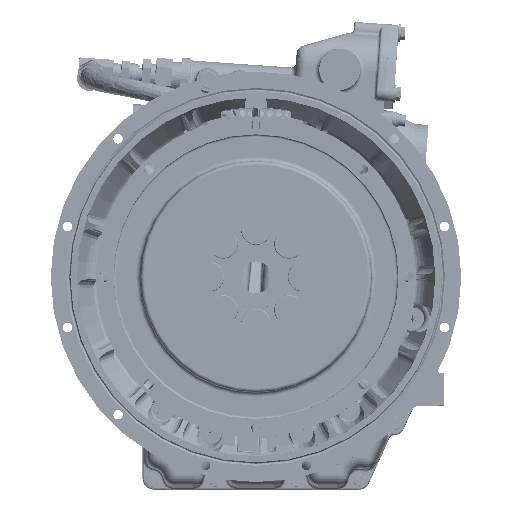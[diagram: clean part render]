
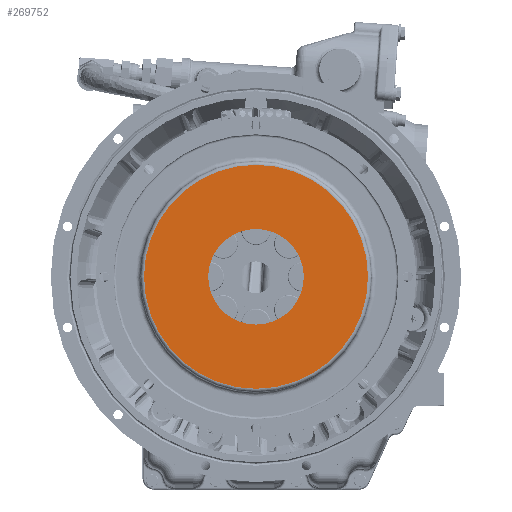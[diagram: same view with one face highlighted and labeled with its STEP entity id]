
A CAD part, top view. The second image highlights one B-rep face of the part: STEP entity #269752.
In plain terms, the highlighted planar face has unit normal (0, 0, 1).
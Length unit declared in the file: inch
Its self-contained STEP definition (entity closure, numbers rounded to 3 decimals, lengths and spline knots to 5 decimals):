
#6447 = CARTESIAN_POINT ( 'NONE',  ( 0., 0., 1.56 ) ) ;
#15128 = DIRECTION ( 'NONE',  ( -1., 0., 0. ) ) ;
#29708 = DIRECTION ( 'NONE',  ( -1., 0., 0. ) ) ;
#60302 = EDGE_LOOP ( 'NONE', ( #227234 ) ) ;
#61516 = DIRECTION ( 'NONE',  ( 0., 0., -1. ) ) ;
#92681 = ORIENTED_EDGE ( 'NONE', *, *, #265795, .F. ) ;
#93078 = VERTEX_POINT ( 'NONE', #148765 ) ;
#109989 = AXIS2_PLACEMENT_3D ( 'NONE', #291864, #153342, #15128 ) ;
#116675 = EDGE_CURVE ( 'NONE', #93078, #93078, #220815, .T. ) ;
#140082 = CARTESIAN_POINT ( 'NONE',  ( -2.06693, 0., 1.56 ) ) ;
#148765 = CARTESIAN_POINT ( 'NONE',  ( -4.8428, 0., 1.56 ) ) ;
#153342 = DIRECTION ( 'NONE',  ( 0., 0., 1. ) ) ;
#167969 = DIRECTION ( 'NONE',  ( 0., 0., 1. ) ) ;
#198828 = PLANE ( 'NONE',  #228719 ) ;
#199804 = CARTESIAN_POINT ( 'NONE',  ( 0., -4.8428, 1.56 ) ) ;
#220815 = CIRCLE ( 'NONE', #109989, 4.8428 ) ;
#223116 = DIRECTION ( 'NONE',  ( 1., 0., 0. ) ) ;
#227234 = ORIENTED_EDGE ( 'NONE', *, *, #116675, .T. ) ;
#228719 = AXIS2_PLACEMENT_3D ( 'NONE', #199804, #61516, #223116 ) ;
#232489 = VERTEX_POINT ( 'NONE', #140082 ) ;
#247734 = EDGE_LOOP ( 'NONE', ( #92681 ) ) ;
#264015 = AXIS2_PLACEMENT_3D ( 'NONE', #6447, #167969, #29708 ) ;
#265795 = EDGE_CURVE ( 'NONE', #232489, #232489, #283461, .T. ) ;
#269752 = ADVANCED_FACE ( 'NONE', ( #285850, #293087 ), #198828, .F. ) ;
#283461 = CIRCLE ( 'NONE', #264015, 2.06693 ) ;
#285850 = FACE_BOUND ( 'NONE', #247734, .T. ) ;
#291864 = CARTESIAN_POINT ( 'NONE',  ( 0., 0., 1.56 ) ) ;
#293087 = FACE_OUTER_BOUND ( 'NONE', #60302, .T. ) ;
